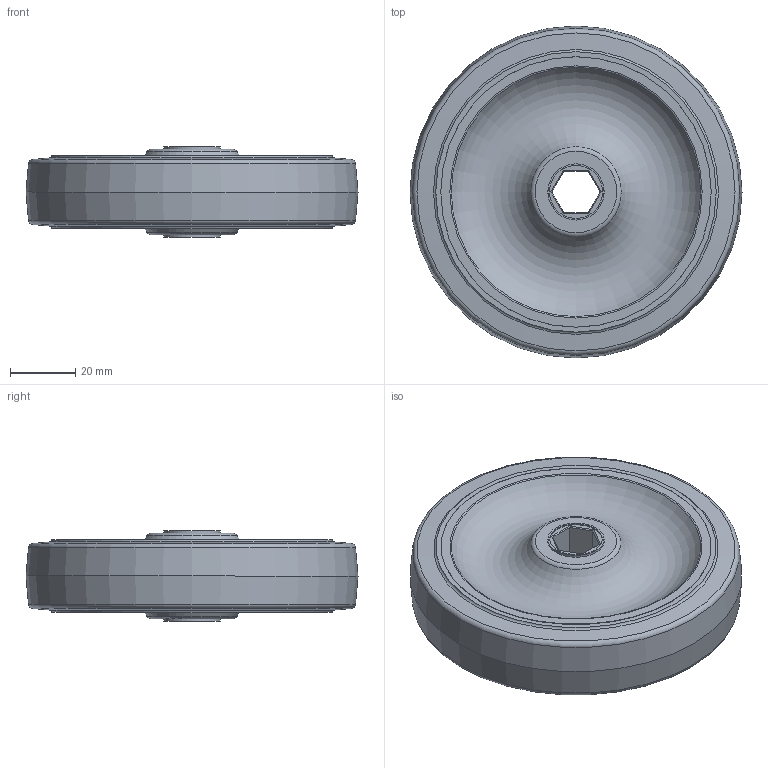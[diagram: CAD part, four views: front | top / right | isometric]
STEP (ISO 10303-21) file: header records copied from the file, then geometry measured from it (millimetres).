
FILE_DESCRIPTION(/* description */ ('STEP AP203'),/* implementation_level */ '2;1');
FILE_NAME(/* name */ 'Coulson 4in thin.ipt.step',/* time_stamp */ '2020-04-16T23:23:12-04:00',/* author */ ('IFMI-VEX04'),/* organization */ (''),/* preprocessor_version */ 'ST-DEVELOPER v17',/* originating_system */ 'Autodesk Inventor 2019',/* authorisation */ '');
FILE_SCHEMA (('AUTOMOTIVE_DESIGN { 1 0 10303 214 3 1 1 }'));
Length unit declared in the file: millimetre
Products named in the file (1): Coulson 4in thin
Bounding box: 101.6 x 101.6 x 27.59 mm (x, y, z)
Volume: 136349.2 mm3; surface area: 29408.4 mm2
Topology: 1 solids, 1 shells, 52 faces, 130 edges, 90 vertices
Faces by surface type: plane 30, cone 12, torus 10
Entity records: 1914 total; most frequent: CARTESIAN_POINT 537, DIRECTION 310, ORIENTED_EDGE 260, EDGE_CURVE 130, AXIS2_PLACEMENT_3D 128, VERTEX_POINT 90, CIRCLE 75, EDGE_LOOP 64
